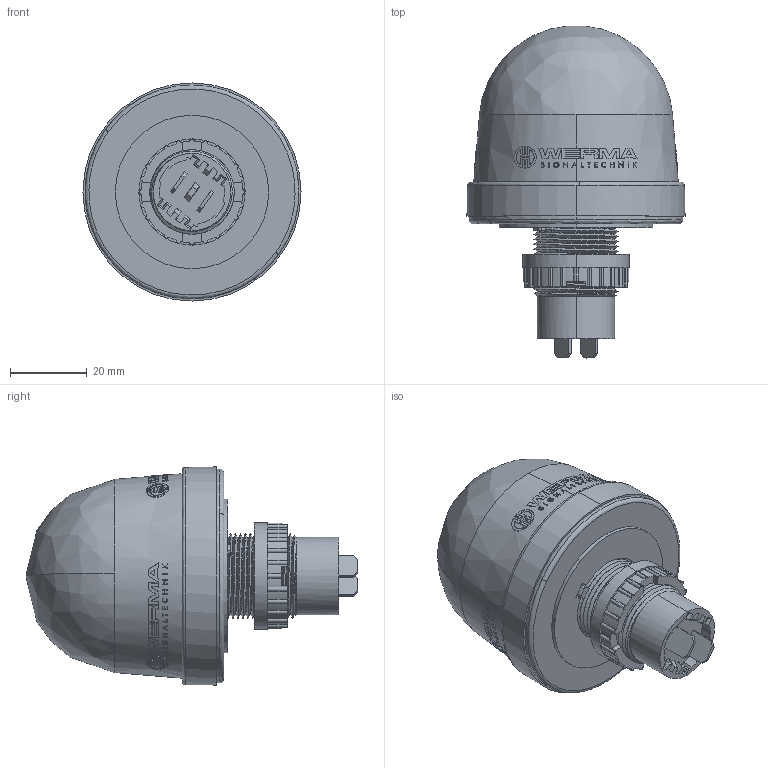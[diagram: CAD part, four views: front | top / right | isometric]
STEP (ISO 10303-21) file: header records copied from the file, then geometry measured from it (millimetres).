
FILE_DESCRIPTION (( 'STEP AP214' ), '1' );
FILE_NAME ('20620000.step', '2016-03-10T23:27:34', ( '' ), ( '' ), 'SwSTEP 2.0', 'SolidWorks 2015', '' );
FILE_SCHEMA (( 'AUTOMOTIVE_DESIGN' ));
Length unit declared in the file: inch
Products named in the file (1): 20620000
Bounding box: 56.9 x 86.6 x 56.9 mm (x, y, z)
Volume: 106200.7 mm3; surface area: 16817 mm2
Topology: 1 solids, 1 shells, 1002 faces, 2762 edges, 1827 vertices
Faces by surface type: plane 637, cylinder 266, cone 81, bspline 18
Entity records: 55154 total; most frequent: CARTESIAN_POINT 18198, ORIENTED_EDGE 5524, DIRECTION 4381, EDGE_CURVE 2762, VERTEX_POINT 1827, AXIS2_PLACEMENT_3D 1612, LINE 1157, VECTOR 1157
